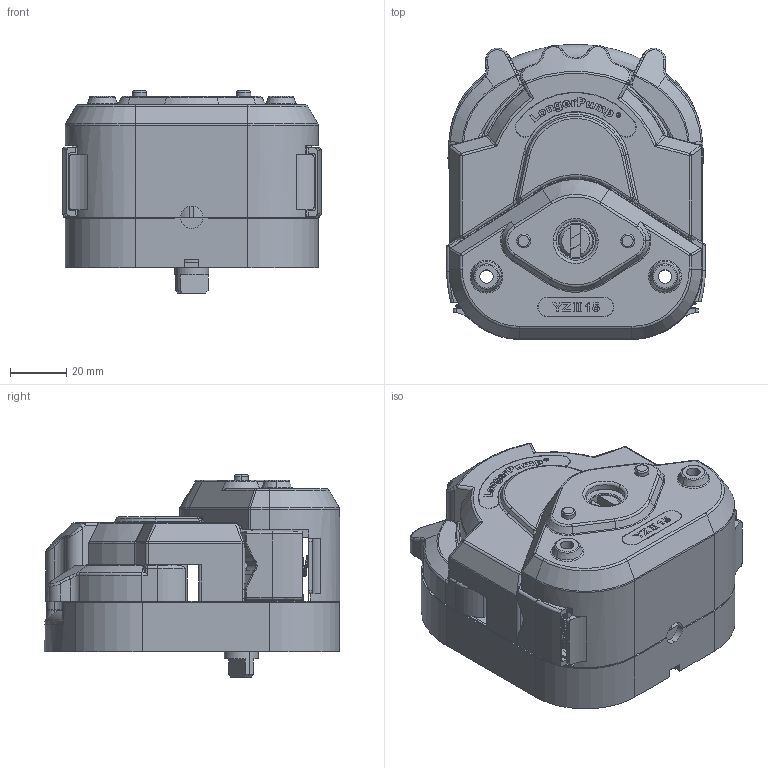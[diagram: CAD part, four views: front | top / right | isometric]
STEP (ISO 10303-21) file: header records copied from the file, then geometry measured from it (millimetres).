
FILE_DESCRIPTION (( 'STEP AP214' ), '1' );
FILE_NAME ('YZ II 15.STEP', '2017-04-25T02:20:16', ( '' ), ( '' ), 'SwSTEP 2.0', 'SolidWorks 2013', '' );
FILE_SCHEMA (( 'AUTOMOTIVE_DESIGN' ));
Length unit declared in the file: millimetre
Products named in the file (1): YZ II 15
Bounding box: 92 x 105 x 72 mm (x, y, z)
Surface area: 69830.8 mm2 (no closed solid volume)
Topology: 0 solids, 50 shells, 777 faces, 3268 edges, 2502 vertices
Faces by surface type: plane 319, cylinder 278, torus 67, bspline 58, cone 33, sphere 22
Entity records: 53128 total; most frequent: CARTESIAN_POINT 18814, DIRECTION 5158, ORIENTED_EDGE 4882, EDGE_CURVE 3262, VERTEX_POINT 2501, VECTOR 1812, LINE 1812, AXIS2_PLACEMENT_3D 1673
